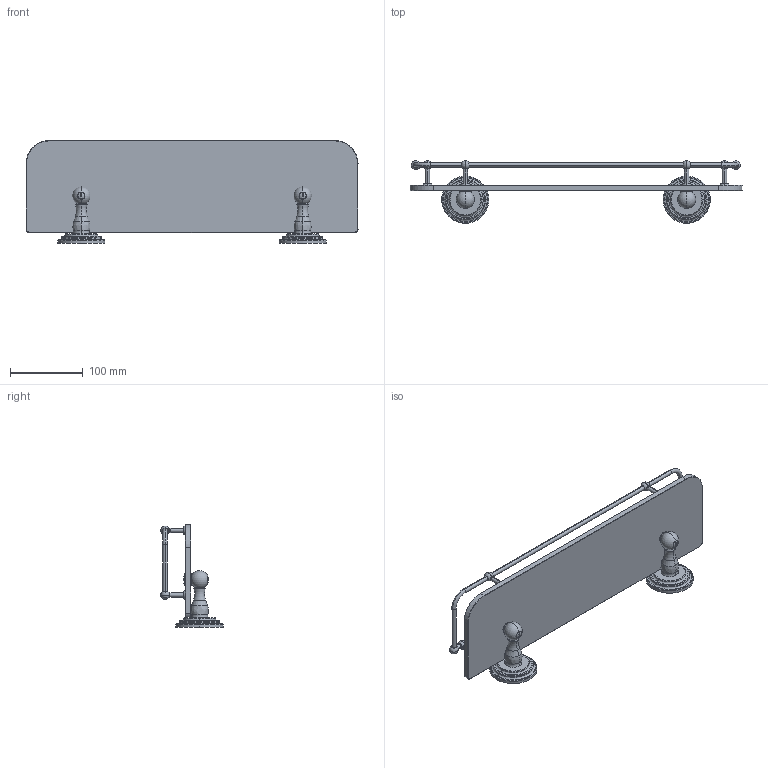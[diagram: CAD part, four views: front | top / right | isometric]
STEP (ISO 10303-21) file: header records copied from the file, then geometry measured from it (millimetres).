
FILE_DESCRIPTION((''),'2;1');
FILE_NAME('1135T-18','2021-08-12T15:14:08',('Jinson'),(''),'CREO PARAMETRIC BY PTC INC, 2018400','CREO PARAMETRIC BY PTC INC, 2018400','');
FILE_SCHEMA(('CONFIG_CONTROL_DESIGN'));
Length unit declared in the file: inch
Products named in the file (1): 1135T-18
Bounding box: 457.2 x 85.9 x 141.63 mm (x, y, z)
Volume: 587383.2 mm3; surface area: 165955.9 mm2
Topology: 1 solids, 1 shells, 390 faces, 965 edges, 590 vertices
Faces by surface type: cylinder 164, bspline 76, plane 54, torus 40, cone 32, sphere 24
Entity records: 32754 total; most frequent: CARTESIAN_POINT 24182, ORIENTED_EDGE 1890, DIRECTION 1579, EDGE_CURVE 945, AXIS2_PLACEMENT_3D 654, VERTEX_POINT 590, EDGE_LOOP 437, FACE_OUTER_BOUND 390
